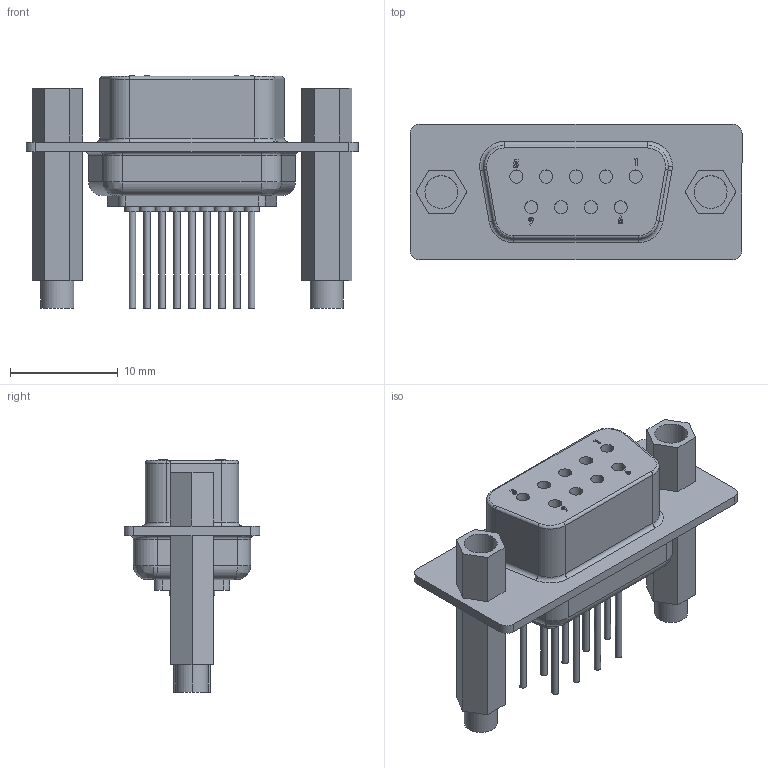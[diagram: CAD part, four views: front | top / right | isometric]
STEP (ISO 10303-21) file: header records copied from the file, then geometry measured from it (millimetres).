
FILE_DESCRIPTION (( 'STEP AP214' ), '1' );
FILE_NAME ('DE09-SE-1-BL-JS.STEP', '2020-03-16T16:43:44', ( '' ), ( '' ), 'SwSTEP 2.0', 'SolidWorks 2019', '' );
FILE_SCHEMA (( 'AUTOMOTIVE_DESIGN' ));
Length unit declared in the file: inch
Products named in the file (1): DE09-SE-1-BL-JS
Bounding box: 30.81 x 12.6 x 21.55 mm (x, y, z)
Volume: 2283.3 mm3; surface area: 2601.7 mm2
Topology: 3 solids, 3 shells, 245 faces, 563 edges, 364 vertices
Faces by surface type: plane 105, cylinder 96, bspline 44
Entity records: 10342 total; most frequent: CARTESIAN_POINT 3000, ORIENTED_EDGE 1126, DIRECTION 1090, EDGE_CURVE 563, AXIS2_PLACEMENT_3D 396, VERTEX_POINT 364, VECTOR 298, LINE 298
